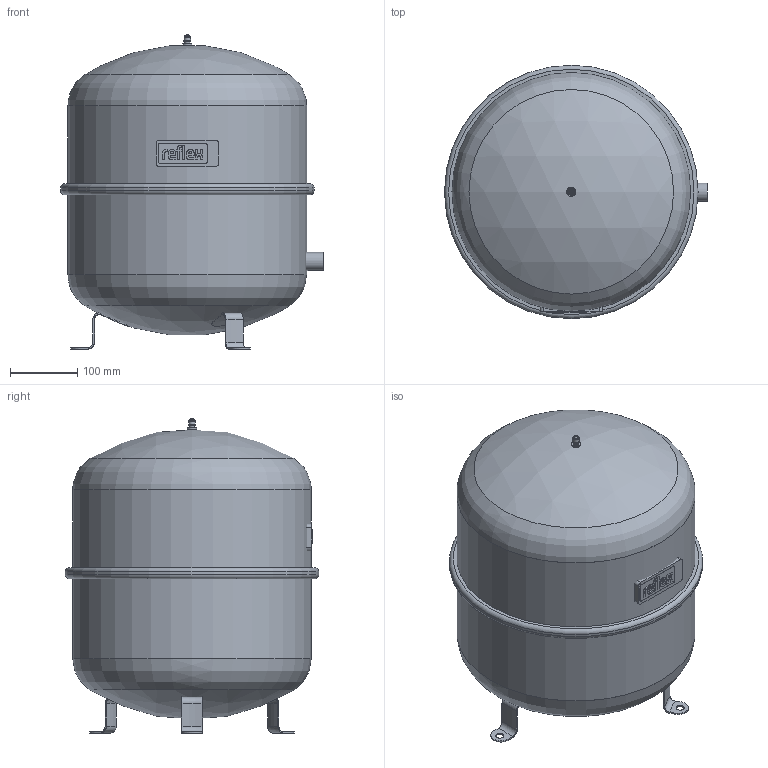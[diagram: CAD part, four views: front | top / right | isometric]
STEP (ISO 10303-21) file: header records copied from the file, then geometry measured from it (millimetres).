
FILE_DESCRIPTION(/* description */ (''),/* implementation_level */ '2;1');
FILE_NAME(/* name */ '3d_ReflexN35_4bar_gray-8208401.stp',/* time_stamp */ '2020-05-25T10:26:20+02:00',/* author */ ('Andrzej'),/* organization */ (''),/* preprocessor_version */ 'ST-DEVELOPER v16.13',/* originating_system */ 'AutoCAD Mechanical',/* authorisation */ '');
FILE_SCHEMA (('AUTOMOTIVE_DESIGN { 1 0 10303 214 3 1 1 }'));
Length unit declared in the file: millimetre
Products named in the file (1): Product
Bounding box: 390 x 376 x 465.97 mm (x, y, z)
Volume: 36532642 mm3; surface area: 1046529.6 mm2
Topology: 18 solids, 18 shells, 284 faces, 707 edges, 468 vertices
Faces by surface type: plane 127, cylinder 121, torus 19, bspline 8, cone 7, sphere 2
Full cylindrical faces by diameter (mm): 6 x1, 6.202 x1, 8 x1, 8.06 x1, 10 x1, 11 x1, 12 x3, 14 x1, 20.5 x1, 26.9 x1, 354 x4, 376 x1
Entity records: 9018 total; most frequent: CARTESIAN_POINT 2108, DIRECTION 1482, ORIENTED_EDGE 1348, EDGE_CURVE 674, AXIS2_PLACEMENT_3D 557, VERTEX_POINT 466, LINE 368, VECTOR 368
